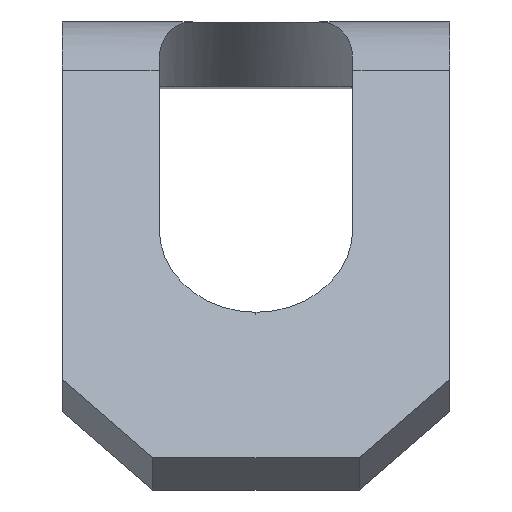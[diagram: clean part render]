
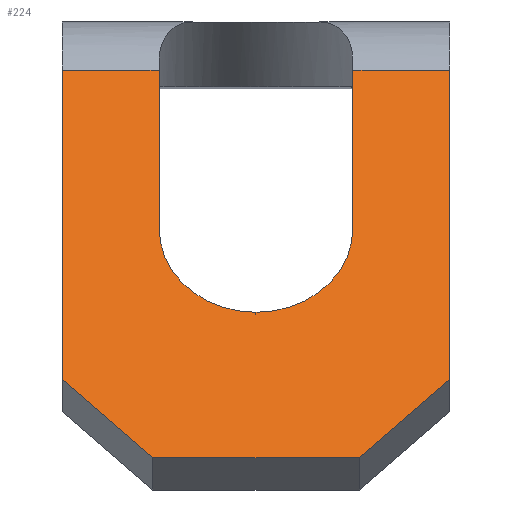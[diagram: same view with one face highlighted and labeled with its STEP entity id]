
A CAD part, top view. The second image highlights one B-rep face of the part: STEP entity #224.
In plain terms, the highlighted planar face has unit normal (0, 0.5, 0.866).
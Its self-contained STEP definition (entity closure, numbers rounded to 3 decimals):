
#9 = DIRECTION ( 'NONE',  ( 0.707, -0.612, 0.354 ) ) ;
#45 = VERTEX_POINT ( 'NONE', #179 ) ;
#47 = DIRECTION ( 'NONE',  ( 0., -0.866, 0.5 ) ) ;
#49 = AXIS2_PLACEMENT_3D ( 'NONE', #60, #123, #542 ) ;
#60 = CARTESIAN_POINT ( 'NONE',  ( 0., -1.35, 5.607 ) ) ;
#61 = EDGE_LOOP ( 'NONE', ( #391, #336, #147, #437, #328, #395, #93, #623, #671, #676, #570 ) ) ;
#68 = VECTOR ( 'NONE', #498, 1000. ) ;
#71 = EDGE_CURVE ( 'NONE', #386, #275, #230, .T. ) ;
#72 = LINE ( 'NONE', #711, #655 ) ;
#74 = CIRCLE ( 'NONE', #349, 0.75 ) ;
#79 = CIRCLE ( 'NONE', #49, 0.75 ) ;
#83 = EDGE_CURVE ( 'NONE', #195, #378, #74, .T. ) ;
#93 = ORIENTED_EDGE ( 'NONE', *, *, #83, .F. ) ;
#94 = CARTESIAN_POINT ( 'NONE',  ( 1.5, -0.125, 4.9 ) ) ;
#105 = CARTESIAN_POINT ( 'NONE',  ( 0., -1.35, 5.607 ) ) ;
#110 = LINE ( 'NONE', #624, #398 ) ;
#111 = PLANE ( 'NONE',  #642 ) ;
#114 = DIRECTION ( 'NONE',  ( 0., 0.5, 0.866 ) ) ;
#123 = DIRECTION ( 'NONE',  ( 0., 0.5, 0.866 ) ) ;
#146 = VERTEX_POINT ( 'NONE', #228 ) ;
#147 = ORIENTED_EDGE ( 'NONE', *, *, #435, .F. ) ;
#152 = VERTEX_POINT ( 'NONE', #405 ) ;
#170 = DIRECTION ( 'NONE',  ( 0., -0.866, 0.5 ) ) ;
#173 = CARTESIAN_POINT ( 'NONE',  ( 1.5, -0.125, 4.9 ) ) ;
#179 = CARTESIAN_POINT ( 'NONE',  ( 1.5, -2.519, 6.282 ) ) ;
#189 = CARTESIAN_POINT ( 'NONE',  ( 1.5, -0.125, 4.9 ) ) ;
#195 = VERTEX_POINT ( 'NONE', #415 ) ;
#197 = CARTESIAN_POINT ( 'NONE',  ( 1.5, -0.125, 4.9 ) ) ;
#204 = EDGE_CURVE ( 'NONE', #684, #45, #229, .T. ) ;
#218 = CARTESIAN_POINT ( 'NONE',  ( -1.5, -0.125, 4.9 ) ) ;
#219 = CARTESIAN_POINT ( 'NONE',  ( -1.5, -0.125, 4.9 ) ) ;
#224 = ADVANCED_FACE ( 'NONE', ( #466 ), #111, .T. ) ;
#228 = CARTESIAN_POINT ( 'NONE',  ( -0.75, -0.125, 4.9 ) ) ;
#229 = LINE ( 'NONE', #698, #237 ) ;
#230 = LINE ( 'NONE', #218, #306 ) ;
#237 = VECTOR ( 'NONE', #702, 1000. ) ;
#243 = CARTESIAN_POINT ( 'NONE',  ( -0.8, -3.125, 6.632 ) ) ;
#275 = VERTEX_POINT ( 'NONE', #463 ) ;
#289 = VECTOR ( 'NONE', #567, 1000. ) ;
#306 = VECTOR ( 'NONE', #636, 1000. ) ;
#328 = ORIENTED_EDGE ( 'NONE', *, *, #361, .F. ) ;
#330 = LINE ( 'NONE', #682, #289 ) ;
#336 = ORIENTED_EDGE ( 'NONE', *, *, #204, .T. ) ;
#338 = DIRECTION ( 'NONE',  ( 0., 0.5, 0.866 ) ) ;
#347 = EDGE_CURVE ( 'NONE', #146, #386, #330, .T. ) ;
#349 = AXIS2_PLACEMENT_3D ( 'NONE', #105, #338, #47 ) ;
#352 = CARTESIAN_POINT ( 'NONE',  ( 0.75, -0.125, 4.9 ) ) ;
#361 = EDGE_CURVE ( 'NONE', #152, #722, #508, .T. ) ;
#362 = VECTOR ( 'NONE', #576, 1000. ) ;
#363 = CARTESIAN_POINT ( 'NONE',  ( 0.8, -3.125, 6.632 ) ) ;
#370 = LINE ( 'NONE', #374, #68 ) ;
#374 = CARTESIAN_POINT ( 'NONE',  ( 1.5, -3.125, 6.632 ) ) ;
#378 = VERTEX_POINT ( 'NONE', #632 ) ;
#386 = VERTEX_POINT ( 'NONE', #219 ) ;
#389 = EDGE_CURVE ( 'NONE', #146, #195, #110, .T. ) ;
#391 = ORIENTED_EDGE ( 'NONE', *, *, #414, .F. ) ;
#395 = ORIENTED_EDGE ( 'NONE', *, *, #670, .F. ) ;
#398 = VECTOR ( 'NONE', #572, 1000. ) ;
#405 = CARTESIAN_POINT ( 'NONE',  ( 0.75, -1.35, 5.607 ) ) ;
#414 = EDGE_CURVE ( 'NONE', #684, #626, #370, .T. ) ;
#415 = CARTESIAN_POINT ( 'NONE',  ( -0.75, -1.35, 5.607 ) ) ;
#423 = DIRECTION ( 'NONE',  ( -1., 0., 0. ) ) ;
#435 = EDGE_CURVE ( 'NONE', #713, #45, #554, .T. ) ;
#437 = ORIENTED_EDGE ( 'NONE', *, *, #746, .T. ) ;
#463 = CARTESIAN_POINT ( 'NONE',  ( -1.5, -2.519, 6.282 ) ) ;
#466 = FACE_OUTER_BOUND ( 'NONE', #61, .T. ) ;
#498 = DIRECTION ( 'NONE',  ( -1., 0., 0. ) ) ;
#508 = LINE ( 'NONE', #637, #362 ) ;
#542 = DIRECTION ( 'NONE',  ( 0., -0.866, 0.5 ) ) ;
#554 = LINE ( 'NONE', #94, #594 ) ;
#567 = DIRECTION ( 'NONE',  ( -1., 0., 0. ) ) ;
#570 = ORIENTED_EDGE ( 'NONE', *, *, #654, .T. ) ;
#572 = DIRECTION ( 'NONE',  ( 0., -0.866, 0.5 ) ) ;
#576 = DIRECTION ( 'NONE',  ( 0., 0.866, -0.5 ) ) ;
#594 = VECTOR ( 'NONE', #721, 1000. ) ;
#599 = LINE ( 'NONE', #197, #672 ) ;
#623 = ORIENTED_EDGE ( 'NONE', *, *, #389, .F. ) ;
#624 = CARTESIAN_POINT ( 'NONE',  ( -0.75, -0.125, 4.9 ) ) ;
#626 = VERTEX_POINT ( 'NONE', #243 ) ;
#632 = CARTESIAN_POINT ( 'NONE',  ( 0., -1.999, 5.982 ) ) ;
#636 = DIRECTION ( 'NONE',  ( 0., -0.866, 0.5 ) ) ;
#637 = CARTESIAN_POINT ( 'NONE',  ( 0.75, -0.051, 4.857 ) ) ;
#642 = AXIS2_PLACEMENT_3D ( 'NONE', #173, #114, #170 ) ;
#654 = EDGE_CURVE ( 'NONE', #275, #626, #72, .T. ) ;
#655 = VECTOR ( 'NONE', #9, 1000. ) ;
#670 = EDGE_CURVE ( 'NONE', #378, #152, #79, .T. ) ;
#671 = ORIENTED_EDGE ( 'NONE', *, *, #347, .T. ) ;
#672 = VECTOR ( 'NONE', #423, 1000. ) ;
#676 = ORIENTED_EDGE ( 'NONE', *, *, #71, .T. ) ;
#682 = CARTESIAN_POINT ( 'NONE',  ( 1.5, -0.125, 4.9 ) ) ;
#684 = VERTEX_POINT ( 'NONE', #363 ) ;
#698 = CARTESIAN_POINT ( 'NONE',  ( 2.882, -1.322, 5.591 ) ) ;
#702 = DIRECTION ( 'NONE',  ( 0.707, 0.612, -0.354 ) ) ;
#711 = CARTESIAN_POINT ( 'NONE',  ( -1.382, -2.621, 6.341 ) ) ;
#713 = VERTEX_POINT ( 'NONE', #189 ) ;
#721 = DIRECTION ( 'NONE',  ( 0., -0.866, 0.5 ) ) ;
#722 = VERTEX_POINT ( 'NONE', #352 ) ;
#746 = EDGE_CURVE ( 'NONE', #713, #722, #599, .T. ) ;
